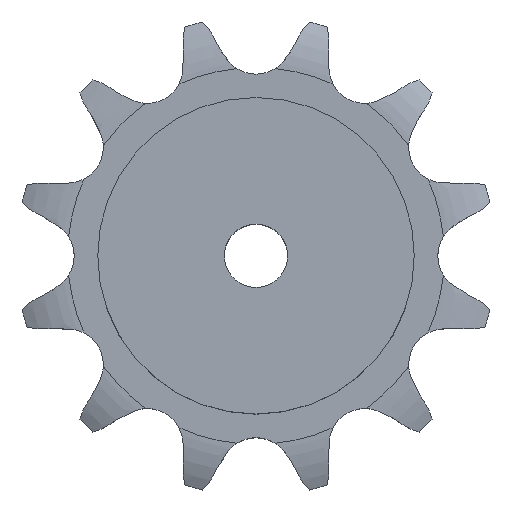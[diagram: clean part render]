
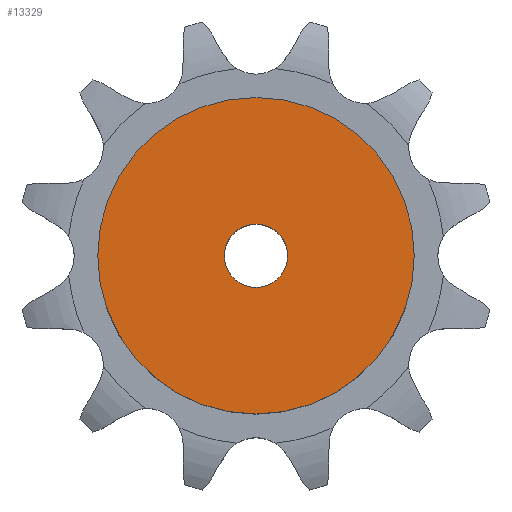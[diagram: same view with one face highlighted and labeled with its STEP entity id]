
A CAD part, top view. The second image highlights one B-rep face of the part: STEP entity #13329.
In plain terms, the highlighted planar face has unit normal (0, 0, 1).
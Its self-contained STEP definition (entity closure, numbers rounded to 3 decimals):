
#2115 = CYLINDRICAL_SURFACE('',#2116,62.5);
#2116 = AXIS2_PLACEMENT_3D('',#2117,#2118,#2119);
#2117 = CARTESIAN_POINT('',(0.,0.,0.));
#2118 = DIRECTION('',(-0.,-0.,-1.));
#2119 = DIRECTION('',(1.,0.,0.));
#8696 = VERTEX_POINT('',#8697);
#8697 = CARTESIAN_POINT('',(62.5,0.,70.));
#8718 = EDGE_CURVE('',#8696,#8696,#8719,.T.);
#8719 = SURFACE_CURVE('',#8720,(#8725,#8732),.PCURVE_S1.);
#8720 = CIRCLE('',#8721,62.5);
#8721 = AXIS2_PLACEMENT_3D('',#8722,#8723,#8724);
#8722 = CARTESIAN_POINT('',(0.,0.,70.));
#8723 = DIRECTION('',(0.,0.,1.));
#8724 = DIRECTION('',(1.,0.,0.));
#8725 = PCURVE('',#2115,#8726);
#8726 = DEFINITIONAL_REPRESENTATION('',(#8727),#8731);
#8727 = LINE('',#8728,#8729);
#8728 = CARTESIAN_POINT('',(-0.,-70.));
#8729 = VECTOR('',#8730,1.);
#8730 = DIRECTION('',(-1.,0.));
#8731 = ( GEOMETRIC_REPRESENTATION_CONTEXT(2) 
PARAMETRIC_REPRESENTATION_CONTEXT() REPRESENTATION_CONTEXT('2D SPACE',''
  ) );
#8732 = PCURVE('',#8733,#8738);
#8733 = PLANE('',#8734);
#8734 = AXIS2_PLACEMENT_3D('',#8735,#8736,#8737);
#8735 = CARTESIAN_POINT('',(0.,0.,70.)
  );
#8736 = DIRECTION('',(0.,0.,1.));
#8737 = DIRECTION('',(1.,0.,0.));
#8738 = DEFINITIONAL_REPRESENTATION('',(#8739),#8743);
#8739 = CIRCLE('',#8740,62.5);
#8740 = AXIS2_PLACEMENT_2D('',#8741,#8742);
#8741 = CARTESIAN_POINT('',(0.,0.));
#8742 = DIRECTION('',(1.,0.));
#8743 = ( GEOMETRIC_REPRESENTATION_CONTEXT(2) 
PARAMETRIC_REPRESENTATION_CONTEXT() REPRESENTATION_CONTEXT('2D SPACE',''
  ) );
#11459 = CYLINDRICAL_SURFACE('',#11460,12.5);
#11460 = AXIS2_PLACEMENT_3D('',#11461,#11462,#11463);
#11461 = CARTESIAN_POINT('',(0.,0.,312.156));
#11462 = DIRECTION('',(0.,0.,1.));
#11463 = DIRECTION('',(1.,0.,0.));
#13329 = ADVANCED_FACE('',(#13330,#13333),#8733,.T.);
#13330 = FACE_BOUND('',#13331,.T.);
#13331 = EDGE_LOOP('',(#13332));
#13332 = ORIENTED_EDGE('',*,*,#8718,.T.);
#13333 = FACE_BOUND('',#13334,.T.);
#13334 = EDGE_LOOP('',(#13335));
#13335 = ORIENTED_EDGE('',*,*,#13336,.F.);
#13336 = EDGE_CURVE('',#13337,#13337,#13339,.T.);
#13337 = VERTEX_POINT('',#13338);
#13338 = CARTESIAN_POINT('',(12.5,0.,70.));
#13339 = SURFACE_CURVE('',#13340,(#13345,#13352),.PCURVE_S1.);
#13340 = CIRCLE('',#13341,12.5);
#13341 = AXIS2_PLACEMENT_3D('',#13342,#13343,#13344);
#13342 = CARTESIAN_POINT('',(0.,0.,70.));
#13343 = DIRECTION('',(0.,0.,1.));
#13344 = DIRECTION('',(1.,0.,0.));
#13345 = PCURVE('',#8733,#13346);
#13346 = DEFINITIONAL_REPRESENTATION('',(#13347),#13351);
#13347 = CIRCLE('',#13348,12.5);
#13348 = AXIS2_PLACEMENT_2D('',#13349,#13350);
#13349 = CARTESIAN_POINT('',(0.,0.));
#13350 = DIRECTION('',(1.,0.));
#13351 = ( GEOMETRIC_REPRESENTATION_CONTEXT(2) 
PARAMETRIC_REPRESENTATION_CONTEXT() REPRESENTATION_CONTEXT('2D SPACE',''
  ) );
#13352 = PCURVE('',#11459,#13353);
#13353 = DEFINITIONAL_REPRESENTATION('',(#13354),#13358);
#13354 = LINE('',#13355,#13356);
#13355 = CARTESIAN_POINT('',(0.,-242.156));
#13356 = VECTOR('',#13357,1.);
#13357 = DIRECTION('',(1.,0.));
#13358 = ( GEOMETRIC_REPRESENTATION_CONTEXT(2) 
PARAMETRIC_REPRESENTATION_CONTEXT() REPRESENTATION_CONTEXT('2D SPACE',''
  ) );
